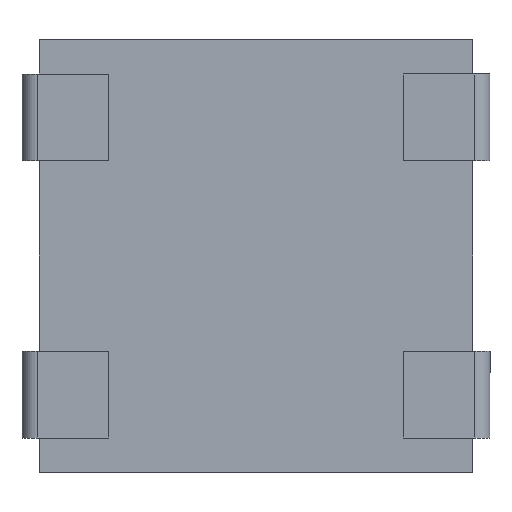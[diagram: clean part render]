
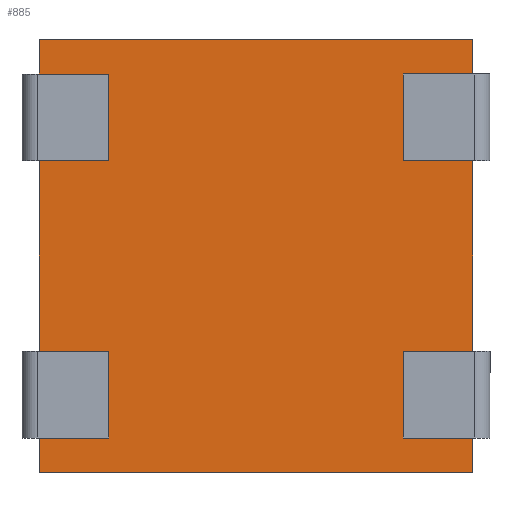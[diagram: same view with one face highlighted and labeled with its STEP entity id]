
A CAD part, front view. The second image highlights one B-rep face of the part: STEP entity #885.
In plain terms, the highlighted planar face has unit normal (0, -1, 0).
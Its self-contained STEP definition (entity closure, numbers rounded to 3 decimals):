
#1 = LINE ( 'NONE', #994, #1172 ) ;
#6 = EDGE_CURVE ( 'NONE', #106, #977, #253, .T. ) ;
#8 = DIRECTION ( 'NONE',  ( 1., 0., 0. ) ) ;
#14 = VERTEX_POINT ( 'NONE', #187 ) ;
#29 = LINE ( 'NONE', #810, #320 ) ;
#56 = VECTOR ( 'NONE', #1368, 1000. ) ;
#71 = DIRECTION ( 'NONE',  ( -1., 0., 0. ) ) ;
#75 = CARTESIAN_POINT ( 'NONE',  ( 0.2, 0., 0. ) ) ;
#82 = ORIENTED_EDGE ( 'NONE', *, *, #1385, .F. ) ;
#92 = DIRECTION ( 'NONE',  ( 1., 0., 0. ) ) ;
#106 = VERTEX_POINT ( 'NONE', #766 ) ;
#120 = CARTESIAN_POINT ( 'NONE',  ( 0., 0., -4.6 ) ) ;
#140 = CARTESIAN_POINT ( 'NONE',  ( 4.4, 0., -3.6 ) ) ;
#153 = EDGE_CURVE ( 'NONE', #1409, #1035, #29, .T. ) ;
#159 = CARTESIAN_POINT ( 'NONE',  ( 0.2, 0., -4.6 ) ) ;
#164 = CARTESIAN_POINT ( 'NONE',  ( 0., 0., -1.4 ) ) ;
#169 = VECTOR ( 'NONE', #1356, 1000. ) ;
#187 = CARTESIAN_POINT ( 'NONE',  ( 1., 0., -3.6 ) ) ;
#193 = VECTOR ( 'NONE', #1012, 1000. ) ;
#202 = EDGE_CURVE ( 'NONE', #1383, #510, #736, .T. ) ;
#209 = CARTESIAN_POINT ( 'NONE',  ( 4.4, 0., -1.4 ) ) ;
#211 = LINE ( 'NONE', #75, #169 ) ;
#215 = CARTESIAN_POINT ( 'NONE',  ( 0.2, 0., 0. ) ) ;
#218 = CARTESIAN_POINT ( 'NONE',  ( 0.2, 0., -1.4 ) ) ;
#233 = EDGE_CURVE ( 'NONE', #318, #14, #494, .T. ) ;
#236 = VECTOR ( 'NONE', #92, 1000. ) ;
#239 = DIRECTION ( 'NONE',  ( 0., 0., 1. ) ) ;
#253 = LINE ( 'NONE', #307, #527 ) ;
#260 = VERTEX_POINT ( 'NONE', #1168 ) ;
#271 = LINE ( 'NONE', #1268, #56 ) ;
#295 = ORIENTED_EDGE ( 'NONE', *, *, #745, .T. ) ;
#301 = CARTESIAN_POINT ( 'NONE',  ( 4.4, 0., 0. ) ) ;
#307 = CARTESIAN_POINT ( 'NONE',  ( 0., 0., -3.6 ) ) ;
#310 = LINE ( 'NONE', #818, #344 ) ;
#318 = VERTEX_POINT ( 'NONE', #946 ) ;
#320 = VECTOR ( 'NONE', #1160, 1000. ) ;
#326 = DIRECTION ( 'NONE',  ( 0., 0., 1. ) ) ;
#344 = VECTOR ( 'NONE', #1490, 1000. ) ;
#353 = EDGE_CURVE ( 'NONE', #106, #380, #1348, .T. ) ;
#360 = EDGE_CURVE ( 'NONE', #1366, #681, #365, .T. ) ;
#365 = LINE ( 'NONE', #1189, #807 ) ;
#371 = ORIENTED_EDGE ( 'NONE', *, *, #884, .T. ) ;
#372 = CARTESIAN_POINT ( 'NONE',  ( 5.2, 0., 0. ) ) ;
#380 = VERTEX_POINT ( 'NONE', #1300 ) ;
#421 = VERTEX_POINT ( 'NONE', #159 ) ;
#443 = ORIENTED_EDGE ( 'NONE', *, *, #360, .F. ) ;
#448 = VECTOR ( 'NONE', #1281, 1000. ) ;
#450 = CARTESIAN_POINT ( 'NONE',  ( 0.2, 0., -5. ) ) ;
#451 = VECTOR ( 'NONE', #1042, 1000. ) ;
#462 = DIRECTION ( 'NONE',  ( 0., 0., -1. ) ) ;
#494 = LINE ( 'NONE', #926, #193 ) ;
#507 = LINE ( 'NONE', #301, #789 ) ;
#509 = DIRECTION ( 'NONE',  ( 0., 0., 1. ) ) ;
#510 = VERTEX_POINT ( 'NONE', #521 ) ;
#521 = CARTESIAN_POINT ( 'NONE',  ( 1., 0., -1.4 ) ) ;
#526 = ORIENTED_EDGE ( 'NONE', *, *, #202, .T. ) ;
#527 = VECTOR ( 'NONE', #71, 1000. ) ;
#540 = DIRECTION ( 'NONE',  ( 0., 0., -1. ) ) ;
#545 = ORIENTED_EDGE ( 'NONE', *, *, #1041, .F. ) ;
#567 = ORIENTED_EDGE ( 'NONE', *, *, #153, .F. ) ;
#584 = VERTEX_POINT ( 'NONE', #892 ) ;
#598 = VECTOR ( 'NONE', #1031, 1000. ) ;
#601 = DIRECTION ( 'NONE',  ( 0., 1., 0. ) ) ;
#604 = DIRECTION ( 'NONE',  ( -1., 0., 0. ) ) ;
#611 = EDGE_CURVE ( 'NONE', #681, #674, #507, .T. ) ;
#643 = CARTESIAN_POINT ( 'NONE',  ( 5.2, 0., -0.4 ) ) ;
#658 = VERTEX_POINT ( 'NONE', #780 ) ;
#662 = CARTESIAN_POINT ( 'NONE',  ( 1., 0., 0. ) ) ;
#664 = EDGE_CURVE ( 'NONE', #1409, #1383, #801, .T. ) ;
#674 = VERTEX_POINT ( 'NONE', #209 ) ;
#681 = VERTEX_POINT ( 'NONE', #787 ) ;
#688 = ORIENTED_EDGE ( 'NONE', *, *, #1084, .T. ) ;
#711 = LINE ( 'NONE', #1089, #1392 ) ;
#720 = VERTEX_POINT ( 'NONE', #218 ) ;
#722 = AXIS2_PLACEMENT_3D ( 'NONE', #1058, #601, #1414 ) ;
#732 = EDGE_CURVE ( 'NONE', #881, #421, #1274, .T. ) ;
#736 = LINE ( 'NONE', #662, #1379 ) ;
#745 = EDGE_CURVE ( 'NONE', #380, #674, #271, .T. ) ;
#766 = CARTESIAN_POINT ( 'NONE',  ( 5.2, 0., -3.6 ) ) ;
#780 = CARTESIAN_POINT ( 'NONE',  ( 5.2, 0., 0. ) ) ;
#782 = CARTESIAN_POINT ( 'NONE',  ( 0.2, 0., -0.4 ) ) ;
#785 = EDGE_CURVE ( 'NONE', #584, #881, #310, .T. ) ;
#787 = CARTESIAN_POINT ( 'NONE',  ( 4.4, 0., -0.4 ) ) ;
#789 = VECTOR ( 'NONE', #540, 1000. ) ;
#801 = LINE ( 'NONE', #1231, #236 ) ;
#807 = VECTOR ( 'NONE', #604, 1000. ) ;
#810 = CARTESIAN_POINT ( 'NONE',  ( 0.2, 0., 0. ) ) ;
#818 = CARTESIAN_POINT ( 'NONE',  ( 0., 0., -5. ) ) ;
#827 = EDGE_CURVE ( 'NONE', #658, #1035, #998, .T. ) ;
#830 = ORIENTED_EDGE ( 'NONE', *, *, #611, .F. ) ;
#844 = LINE ( 'NONE', #164, #1259 ) ;
#854 = ORIENTED_EDGE ( 'NONE', *, *, #785, .F. ) ;
#856 = EDGE_CURVE ( 'NONE', #1033, #14, #1242, .T. ) ;
#881 = VERTEX_POINT ( 'NONE', #450 ) ;
#884 = EDGE_CURVE ( 'NONE', #1157, #260, #1023, .T. ) ;
#885 = ADVANCED_FACE ( 'NONE', ( #944 ), #1299, .F. ) ;
#887 = ORIENTED_EDGE ( 'NONE', *, *, #353, .T. ) ;
#892 = CARTESIAN_POINT ( 'NONE',  ( 5.2, 0., -5. ) ) ;
#914 = EDGE_LOOP ( 'NONE', ( #1011, #887, #295, #830, #443, #1448, #1136, #567, #1176, #526, #545, #82, #1273, #1402, #1351, #1050, #854, #688, #371, #1477 ) ) ;
#920 = CARTESIAN_POINT ( 'NONE',  ( 0., 0., 0. ) ) ;
#926 = CARTESIAN_POINT ( 'NONE',  ( 1., 0., 0. ) ) ;
#944 = FACE_OUTER_BOUND ( 'NONE', #914, .T. ) ;
#946 = CARTESIAN_POINT ( 'NONE',  ( 1., 0., -4.6 ) ) ;
#972 = DIRECTION ( 'NONE',  ( 1., 0., 0. ) ) ;
#977 = VERTEX_POINT ( 'NONE', #140 ) ;
#982 = VECTOR ( 'NONE', #239, 1000. ) ;
#987 = CARTESIAN_POINT ( 'NONE',  ( 1., 0., -0.4 ) ) ;
#994 = CARTESIAN_POINT ( 'NONE',  ( 4.4, 0., 0. ) ) ;
#998 = LINE ( 'NONE', #920, #451 ) ;
#1006 = LINE ( 'NONE', #1131, #1367 ) ;
#1011 = ORIENTED_EDGE ( 'NONE', *, *, #6, .F. ) ;
#1012 = DIRECTION ( 'NONE',  ( 0., 0., 1. ) ) ;
#1023 = LINE ( 'NONE', #120, #598 ) ;
#1031 = DIRECTION ( 'NONE',  ( -1., 0., 0. ) ) ;
#1033 = VERTEX_POINT ( 'NONE', #1319 ) ;
#1035 = VERTEX_POINT ( 'NONE', #1315 ) ;
#1041 = EDGE_CURVE ( 'NONE', #720, #510, #844, .T. ) ;
#1042 = DIRECTION ( 'NONE',  ( -1., 0., 0. ) ) ;
#1049 = CARTESIAN_POINT ( 'NONE',  ( 0., 0., -4.6 ) ) ;
#1050 = ORIENTED_EDGE ( 'NONE', *, *, #732, .F. ) ;
#1058 = CARTESIAN_POINT ( 'NONE',  ( 0., 0., 0. ) ) ;
#1084 = EDGE_CURVE ( 'NONE', #584, #1157, #711, .T. ) ;
#1089 = CARTESIAN_POINT ( 'NONE',  ( 5.2, 0., 0. ) ) ;
#1131 = CARTESIAN_POINT ( 'NONE',  ( 5.2, 0., 0. ) ) ;
#1136 = ORIENTED_EDGE ( 'NONE', *, *, #827, .T. ) ;
#1157 = VERTEX_POINT ( 'NONE', #1404 ) ;
#1160 = DIRECTION ( 'NONE',  ( 0., 0., 1. ) ) ;
#1165 = CARTESIAN_POINT ( 'NONE',  ( 0., 0., -3.6 ) ) ;
#1168 = CARTESIAN_POINT ( 'NONE',  ( 4.4, 0., -4.6 ) ) ;
#1172 = VECTOR ( 'NONE', #1450, 1000. ) ;
#1176 = ORIENTED_EDGE ( 'NONE', *, *, #664, .T. ) ;
#1189 = CARTESIAN_POINT ( 'NONE',  ( 0., 0., -0.4 ) ) ;
#1203 = EDGE_CURVE ( 'NONE', #421, #318, #1399, .T. ) ;
#1231 = CARTESIAN_POINT ( 'NONE',  ( 0., 0., -0.4 ) ) ;
#1242 = LINE ( 'NONE', #1165, #448 ) ;
#1259 = VECTOR ( 'NONE', #972, 1000. ) ;
#1268 = CARTESIAN_POINT ( 'NONE',  ( 0., 0., -1.4 ) ) ;
#1273 = ORIENTED_EDGE ( 'NONE', *, *, #856, .T. ) ;
#1274 = LINE ( 'NONE', #215, #1305 ) ;
#1281 = DIRECTION ( 'NONE',  ( 1., 0., 0. ) ) ;
#1294 = VECTOR ( 'NONE', #8, 1000. ) ;
#1299 = PLANE ( 'NONE',  #722 ) ;
#1300 = CARTESIAN_POINT ( 'NONE',  ( 5.2, 0., -1.4 ) ) ;
#1305 = VECTOR ( 'NONE', #326, 1000. ) ;
#1315 = CARTESIAN_POINT ( 'NONE',  ( 0.2, 0., 0. ) ) ;
#1319 = CARTESIAN_POINT ( 'NONE',  ( 0.2, 0., -3.6 ) ) ;
#1348 = LINE ( 'NONE', #372, #982 ) ;
#1350 = DIRECTION ( 'NONE',  ( 0., 0., 1. ) ) ;
#1351 = ORIENTED_EDGE ( 'NONE', *, *, #1203, .F. ) ;
#1356 = DIRECTION ( 'NONE',  ( 0., 0., 1. ) ) ;
#1366 = VERTEX_POINT ( 'NONE', #643 ) ;
#1367 = VECTOR ( 'NONE', #1350, 1000. ) ;
#1368 = DIRECTION ( 'NONE',  ( -1., 0., 0. ) ) ;
#1379 = VECTOR ( 'NONE', #462, 1000. ) ;
#1383 = VERTEX_POINT ( 'NONE', #987 ) ;
#1385 = EDGE_CURVE ( 'NONE', #1033, #720, #211, .T. ) ;
#1392 = VECTOR ( 'NONE', #509, 1000. ) ;
#1399 = LINE ( 'NONE', #1049, #1294 ) ;
#1402 = ORIENTED_EDGE ( 'NONE', *, *, #233, .F. ) ;
#1404 = CARTESIAN_POINT ( 'NONE',  ( 5.2, 0., -4.6 ) ) ;
#1409 = VERTEX_POINT ( 'NONE', #782 ) ;
#1414 = DIRECTION ( 'NONE',  ( 0., 0., 1. ) ) ;
#1430 = EDGE_CURVE ( 'NONE', #1366, #658, #1006, .T. ) ;
#1448 = ORIENTED_EDGE ( 'NONE', *, *, #1430, .T. ) ;
#1450 = DIRECTION ( 'NONE',  ( 0., 0., 1. ) ) ;
#1477 = ORIENTED_EDGE ( 'NONE', *, *, #1494, .T. ) ;
#1490 = DIRECTION ( 'NONE',  ( -1., 0., 0. ) ) ;
#1494 = EDGE_CURVE ( 'NONE', #260, #977, #1, .T. ) ;
